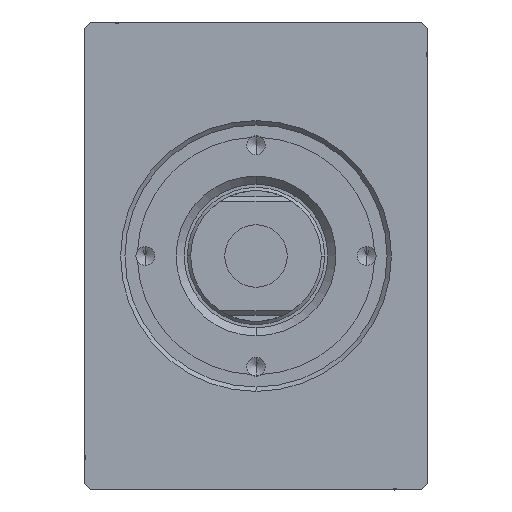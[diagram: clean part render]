
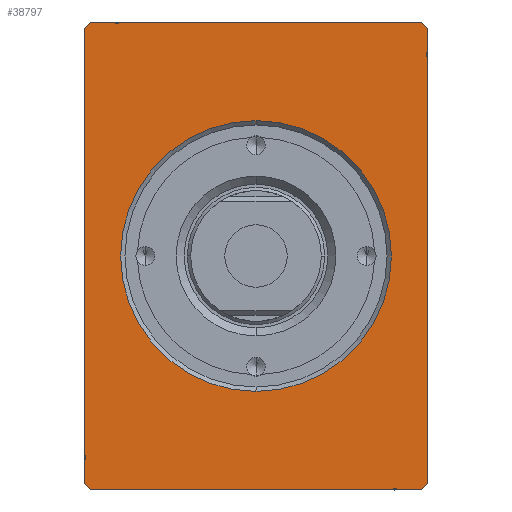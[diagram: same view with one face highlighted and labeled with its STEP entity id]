
A CAD part, left-side view. The second image highlights one B-rep face of the part: STEP entity #38797.
In plain terms, the highlighted planar face has unit normal (-1, 0, 0).
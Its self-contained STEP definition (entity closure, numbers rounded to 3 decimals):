
#960 = CARTESIAN_POINT ( 'NONE',  ( 0., 26.5, 37.5 ) ) ;
#1526 = ORIENTED_EDGE ( 'NONE', *, *, #27433, .F. ) ;
#2669 = CARTESIAN_POINT ( 'NONE',  ( 0., -27.5, -36.5 ) ) ;
#2846 = CARTESIAN_POINT ( 'NONE',  ( 0., 27.5, 36.5 ) ) ;
#3455 = VERTEX_POINT ( 'NONE', #27536 ) ;
#3831 = ORIENTED_EDGE ( 'NONE', *, *, #28533, .T. ) ;
#3874 = ORIENTED_EDGE ( 'NONE', *, *, #28111, .F. ) ;
#3898 = LINE ( 'NONE', #26084, #29103 ) ;
#5677 = FACE_OUTER_BOUND ( 'NONE', #12536, .T. ) ;
#6025 = DIRECTION ( 'NONE',  ( 0., -0.707, -0.707 ) ) ;
#7191 = VERTEX_POINT ( 'NONE', #2669 ) ;
#7551 = CARTESIAN_POINT ( 'NONE',  ( 0., 26.5, 37.5 ) ) ;
#7832 = AXIS2_PLACEMENT_3D ( 'NONE', #33756, #9134, #30712 ) ;
#8316 = EDGE_CURVE ( 'NONE', #18439, #10419, #38899, .T. ) ;
#8633 = DIRECTION ( 'NONE',  ( 0., 0., -1. ) ) ;
#8675 = VERTEX_POINT ( 'NONE', #17076 ) ;
#9134 = DIRECTION ( 'NONE',  ( 1., 0., 0. ) ) ;
#9292 = CARTESIAN_POINT ( 'NONE',  ( 0., 27.5, -36.5 ) ) ;
#10215 = VECTOR ( 'NONE', #17122, 1000. ) ;
#10419 = VERTEX_POINT ( 'NONE', #31005 ) ;
#11263 = VECTOR ( 'NONE', #6025, 1000. ) ;
#11835 = DIRECTION ( 'NONE',  ( 0., 1., 0. ) ) ;
#11841 = DIRECTION ( 'NONE',  ( 1., 0., 0. ) ) ;
#12536 = EDGE_LOOP ( 'NONE', ( #3874, #36315, #21921, #1526, #36747, #35236, #22600, #26137 ) ) ;
#12757 = LINE ( 'NONE', #9292, #22524 ) ;
#13675 = VERTEX_POINT ( 'NONE', #33460 ) ;
#15980 = VERTEX_POINT ( 'NONE', #35098 ) ;
#16039 = CIRCLE ( 'NONE', #23850, 21.7 ) ;
#16238 = VECTOR ( 'NONE', #23359, 1000. ) ;
#16451 = VERTEX_POINT ( 'NONE', #17882 ) ;
#17076 = CARTESIAN_POINT ( 'NONE',  ( 0., -27.5, 36.5 ) ) ;
#17122 = DIRECTION ( 'NONE',  ( 0., -1., 0. ) ) ;
#17456 = LINE ( 'NONE', #36359, #16238 ) ;
#17551 = LINE ( 'NONE', #33601, #23793 ) ;
#17882 = CARTESIAN_POINT ( 'NONE',  ( 0., 0., -21.7 ) ) ;
#17983 = VECTOR ( 'NONE', #38226, 1000. ) ;
#18014 = CIRCLE ( 'NONE', #27769, 21.7 ) ;
#18098 = PLANE ( 'NONE',  #7832 ) ;
#18439 = VERTEX_POINT ( 'NONE', #960 ) ;
#19442 = EDGE_CURVE ( 'NONE', #8675, #7191, #39776, .T. ) ;
#20908 = VERTEX_POINT ( 'NONE', #40275 ) ;
#21240 = EDGE_CURVE ( 'NONE', #10419, #8675, #30654, .T. ) ;
#21921 = ORIENTED_EDGE ( 'NONE', *, *, #37132, .F. ) ;
#22524 = VECTOR ( 'NONE', #25168, 1000. ) ;
#22600 = ORIENTED_EDGE ( 'NONE', *, *, #21240, .F. ) ;
#22831 = DIRECTION ( 'NONE',  ( 0., 0.707, -0.707 ) ) ;
#23359 = DIRECTION ( 'NONE',  ( 0., 0.707, 0.707 ) ) ;
#23793 = VECTOR ( 'NONE', #11835, 1000. ) ;
#23850 = AXIS2_PLACEMENT_3D ( 'NONE', #39723, #11841, #29957 ) ;
#23888 = EDGE_CURVE ( 'NONE', #3455, #25458, #12757, .T. ) ;
#25168 = DIRECTION ( 'NONE',  ( 0., 0., 1. ) ) ;
#25213 = LINE ( 'NONE', #35363, #17983 ) ;
#25458 = VERTEX_POINT ( 'NONE', #2846 ) ;
#26084 = CARTESIAN_POINT ( 'NONE',  ( 0., -27.5, -36.5 ) ) ;
#26137 = ORIENTED_EDGE ( 'NONE', *, *, #8316, .F. ) ;
#27433 = EDGE_CURVE ( 'NONE', #13675, #20908, #17551, .T. ) ;
#27536 = CARTESIAN_POINT ( 'NONE',  ( 0., 27.5, -36.5 ) ) ;
#27769 = AXIS2_PLACEMENT_3D ( 'NONE', #34728, #28618, #36977 ) ;
#28102 = EDGE_LOOP ( 'NONE', ( #3831, #33536 ) ) ;
#28111 = EDGE_CURVE ( 'NONE', #25458, #18439, #25213, .T. ) ;
#28533 = EDGE_CURVE ( 'NONE', #15980, #16451, #16039, .T. ) ;
#28618 = DIRECTION ( 'NONE',  ( 1., 0., 0. ) ) ;
#29103 = VECTOR ( 'NONE', #22831, 1000. ) ;
#29123 = EDGE_CURVE ( 'NONE', #16451, #15980, #18014, .T. ) ;
#29957 = DIRECTION ( 'NONE',  ( 0., 0., -1. ) ) ;
#30479 = EDGE_CURVE ( 'NONE', #7191, #13675, #3898, .T. ) ;
#30654 = LINE ( 'NONE', #40014, #11263 ) ;
#30712 = DIRECTION ( 'NONE',  ( 0., 0., -1. ) ) ;
#31005 = CARTESIAN_POINT ( 'NONE',  ( 0., -26.5, 37.5 ) ) ;
#33067 = CARTESIAN_POINT ( 'NONE',  ( 0., -27.5, 36.5 ) ) ;
#33298 = VECTOR ( 'NONE', #8633, 1000. ) ;
#33460 = CARTESIAN_POINT ( 'NONE',  ( 0., -26.5, -37.5 ) ) ;
#33536 = ORIENTED_EDGE ( 'NONE', *, *, #29123, .T. ) ;
#33555 = FACE_BOUND ( 'NONE', #28102, .T. ) ;
#33601 = CARTESIAN_POINT ( 'NONE',  ( 0., -26.5, -37.5 ) ) ;
#33756 = CARTESIAN_POINT ( 'NONE',  ( 0., 0., 0. ) ) ;
#34728 = CARTESIAN_POINT ( 'NONE',  ( 0., 0., 0. ) ) ;
#35098 = CARTESIAN_POINT ( 'NONE',  ( 0., 0., 21.7 ) ) ;
#35236 = ORIENTED_EDGE ( 'NONE', *, *, #19442, .F. ) ;
#35363 = CARTESIAN_POINT ( 'NONE',  ( 0., 27.5, 36.5 ) ) ;
#36315 = ORIENTED_EDGE ( 'NONE', *, *, #23888, .F. ) ;
#36359 = CARTESIAN_POINT ( 'NONE',  ( 0., 26.5, -37.5 ) ) ;
#36747 = ORIENTED_EDGE ( 'NONE', *, *, #30479, .F. ) ;
#36977 = DIRECTION ( 'NONE',  ( 0., 0., -1. ) ) ;
#37132 = EDGE_CURVE ( 'NONE', #20908, #3455, #17456, .T. ) ;
#38226 = DIRECTION ( 'NONE',  ( 0., -0.707, 0.707 ) ) ;
#38797 = ADVANCED_FACE ( 'NONE', ( #33555, #5677 ), #18098, .F. ) ;
#38899 = LINE ( 'NONE', #7551, #10215 ) ;
#39723 = CARTESIAN_POINT ( 'NONE',  ( 0., 0., 0. ) ) ;
#39776 = LINE ( 'NONE', #33067, #33298 ) ;
#40014 = CARTESIAN_POINT ( 'NONE',  ( 0., -26.5, 37.5 ) ) ;
#40275 = CARTESIAN_POINT ( 'NONE',  ( 0., 26.5, -37.5 ) ) ;
